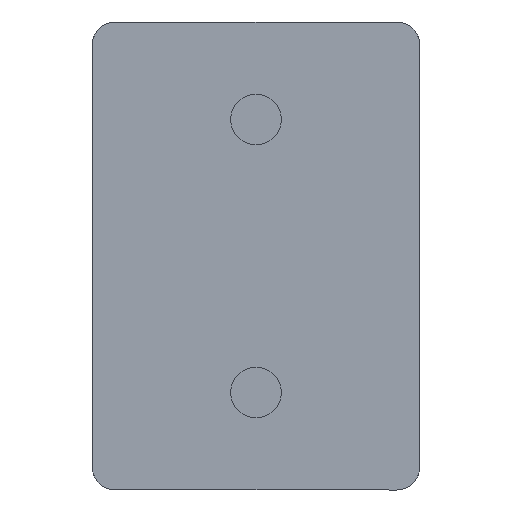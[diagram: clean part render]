
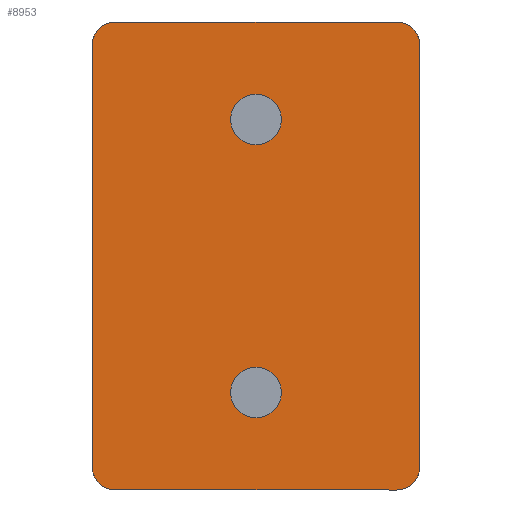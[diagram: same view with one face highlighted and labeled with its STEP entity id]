
A CAD part, front view. The second image highlights one B-rep face of the part: STEP entity #8953.
In plain terms, the highlighted planar face has unit normal (0, -1, 0).
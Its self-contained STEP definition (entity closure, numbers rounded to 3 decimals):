
#123 = CARTESIAN_POINT ( 'NONE',  ( 0., 0., 0. ) ) ;
#143 = CIRCLE ( 'NONE', #2576, 3.25 ) ;
#222 = CIRCLE ( 'NONE', #12437, 3. ) ;
#273 = CIRCLE ( 'NONE', #8987, 3. ) ;
#369 = VERTEX_POINT ( 'NONE', #8682 ) ;
#517 = EDGE_LOOP ( 'NONE', ( #14794, #10266 ) ) ;
#602 = ORIENTED_EDGE ( 'NONE', *, *, #10473, .F. ) ;
#955 = EDGE_CURVE ( 'NONE', #10666, #9198, #273, .T. ) ;
#1147 = LINE ( 'NONE', #12511, #8527 ) ;
#1278 = VERTEX_POINT ( 'NONE', #2451 ) ;
#1283 = DIRECTION ( 'NONE',  ( 0., 0., -1. ) ) ;
#1352 = ORIENTED_EDGE ( 'NONE', *, *, #13287, .F. ) ;
#1657 = FACE_BOUND ( 'NONE', #19656, .T. ) ;
#2273 = DIRECTION ( 'NONE',  ( 0., -1., 0. ) ) ;
#2451 = CARTESIAN_POINT ( 'NONE',  ( -27., 0., -21. ) ) ;
#2576 = AXIS2_PLACEMENT_3D ( 'NONE', #13239, #5029, #19895 ) ;
#2700 = EDGE_CURVE ( 'NONE', #16697, #1278, #19641, .T. ) ;
#2791 = ORIENTED_EDGE ( 'NONE', *, *, #8991, .T. ) ;
#3152 = VERTEX_POINT ( 'NONE', #15698 ) ;
#3180 = EDGE_CURVE ( 'NONE', #8082, #3152, #143, .T. ) ;
#3631 = AXIS2_PLACEMENT_3D ( 'NONE', #13509, #17004, #20366 ) ;
#4044 = AXIS2_PLACEMENT_3D ( 'NONE', #5028, #16962, #11923 ) ;
#4263 = CARTESIAN_POINT ( 'NONE',  ( 17.5, 0., 3.25 ) ) ;
#4282 = ORIENTED_EDGE ( 'NONE', *, *, #13047, .T. ) ;
#4293 = VECTOR ( 'NONE', #18122, 1000. ) ;
#4332 = DIRECTION ( 'NONE',  ( 0., 0., -1. ) ) ;
#4810 = FACE_OUTER_BOUND ( 'NONE', #16371, .T. ) ;
#5028 = CARTESIAN_POINT ( 'NONE',  ( -17.5, 0., 0. ) ) ;
#5029 = DIRECTION ( 'NONE',  ( 0., 1., 0. ) ) ;
#5138 = DIRECTION ( 'NONE',  ( 0., -1., 0. ) ) ;
#6170 = CARTESIAN_POINT ( 'NONE',  ( 17.5, 0., 0. ) ) ;
#7324 = ORIENTED_EDGE ( 'NONE', *, *, #19612, .T. ) ;
#7408 = AXIS2_PLACEMENT_3D ( 'NONE', #6170, #16242, #1283 ) ;
#8082 = VERTEX_POINT ( 'NONE', #17142 ) ;
#8212 = DIRECTION ( 'NONE',  ( 0., 0., -1. ) ) ;
#8273 = EDGE_CURVE ( 'NONE', #369, #9198, #10115, .T. ) ;
#8406 = CARTESIAN_POINT ( 'NONE',  ( -30., 0., 21. ) ) ;
#8527 = VECTOR ( 'NONE', #12613, 1000. ) ;
#8578 = VECTOR ( 'NONE', #13158, 1000. ) ;
#8682 = CARTESIAN_POINT ( 'NONE',  ( 30., 0., 18. ) ) ;
#8953 = ADVANCED_FACE ( 'NONE', ( #18582, #4810, #1657 ), #16745, .T. ) ;
#8964 = EDGE_CURVE ( 'NONE', #3152, #8082, #20097, .T. ) ;
#8987 = AXIS2_PLACEMENT_3D ( 'NONE', #14095, #9167, #9285 ) ;
#8991 = EDGE_CURVE ( 'NONE', #13501, #10799, #222, .T. ) ;
#9167 = DIRECTION ( 'NONE',  ( 0., -1., 0. ) ) ;
#9198 = VERTEX_POINT ( 'NONE', #10396 ) ;
#9285 = DIRECTION ( 'NONE',  ( 0., 0., -1. ) ) ;
#9893 = CIRCLE ( 'NONE', #12702, 3.25 ) ;
#10010 = DIRECTION ( 'NONE',  ( 0., 0., -1. ) ) ;
#10064 = DIRECTION ( 'NONE',  ( 0., 0., -1. ) ) ;
#10115 = LINE ( 'NONE', #18520, #11707 ) ;
#10192 = CARTESIAN_POINT ( 'NONE',  ( -27., 0., 21. ) ) ;
#10266 = ORIENTED_EDGE ( 'NONE', *, *, #8964, .T. ) ;
#10396 = CARTESIAN_POINT ( 'NONE',  ( 30., 0., -18. ) ) ;
#10473 = EDGE_CURVE ( 'NONE', #16697, #10799, #20092, .T. ) ;
#10666 = VERTEX_POINT ( 'NONE', #20408 ) ;
#10683 = CARTESIAN_POINT ( 'NONE',  ( 17.5, 0., 0. ) ) ;
#10750 = ORIENTED_EDGE ( 'NONE', *, *, #8273, .F. ) ;
#10799 = VERTEX_POINT ( 'NONE', #11127 ) ;
#11127 = CARTESIAN_POINT ( 'NONE',  ( -30., 0., 18. ) ) ;
#11707 = VECTOR ( 'NONE', #10010, 1000. ) ;
#11738 = LINE ( 'NONE', #11949, #8578 ) ;
#11923 = DIRECTION ( 'NONE',  ( 0., 0., 1. ) ) ;
#11949 = CARTESIAN_POINT ( 'NONE',  ( -30., 0., -21. ) ) ;
#12222 = CARTESIAN_POINT ( 'NONE',  ( -27., 0., -18. ) ) ;
#12437 = AXIS2_PLACEMENT_3D ( 'NONE', #13662, #13463, #8212 ) ;
#12511 = CARTESIAN_POINT ( 'NONE',  ( -30., 0., 21. ) ) ;
#12613 = DIRECTION ( 'NONE',  ( 1., 0., 0. ) ) ;
#12662 = CIRCLE ( 'NONE', #7408, 3.25 ) ;
#12702 = AXIS2_PLACEMENT_3D ( 'NONE', #10683, #14390, #21041 ) ;
#12830 = EDGE_CURVE ( 'NONE', #18672, #20466, #9893, .T. ) ;
#13047 = EDGE_CURVE ( 'NONE', #369, #21180, #16547, .T. ) ;
#13158 = DIRECTION ( 'NONE',  ( -1., 0., 0. ) ) ;
#13239 = CARTESIAN_POINT ( 'NONE',  ( -17.5, 0., 0. ) ) ;
#13287 = EDGE_CURVE ( 'NONE', #13501, #21180, #1147, .T. ) ;
#13463 = DIRECTION ( 'NONE',  ( 0., -1., 0. ) ) ;
#13501 = VERTEX_POINT ( 'NONE', #10192 ) ;
#13509 = CARTESIAN_POINT ( 'NONE',  ( 27., 0., 18. ) ) ;
#13662 = CARTESIAN_POINT ( 'NONE',  ( -27., 0., 18. ) ) ;
#14095 = CARTESIAN_POINT ( 'NONE',  ( 27., 0., -18. ) ) ;
#14390 = DIRECTION ( 'NONE',  ( 0., 1., 0. ) ) ;
#14534 = AXIS2_PLACEMENT_3D ( 'NONE', #123, #5138, #10064 ) ;
#14579 = ORIENTED_EDGE ( 'NONE', *, *, #955, .T. ) ;
#14794 = ORIENTED_EDGE ( 'NONE', *, *, #3180, .T. ) ;
#15698 = CARTESIAN_POINT ( 'NONE',  ( -17.5, 0., 3.25 ) ) ;
#16132 = ORIENTED_EDGE ( 'NONE', *, *, #16399, .F. ) ;
#16242 = DIRECTION ( 'NONE',  ( 0., 1., 0. ) ) ;
#16371 = EDGE_LOOP ( 'NONE', ( #10750, #4282, #1352, #2791, #602, #16497, #16132, #14579 ) ) ;
#16399 = EDGE_CURVE ( 'NONE', #10666, #1278, #11738, .T. ) ;
#16497 = ORIENTED_EDGE ( 'NONE', *, *, #2700, .T. ) ;
#16547 = CIRCLE ( 'NONE', #3631, 3. ) ;
#16697 = VERTEX_POINT ( 'NONE', #16907 ) ;
#16745 = PLANE ( 'NONE',  #14534 ) ;
#16814 = CARTESIAN_POINT ( 'NONE',  ( 27., 0., 21. ) ) ;
#16907 = CARTESIAN_POINT ( 'NONE',  ( -30., 0., -18. ) ) ;
#16962 = DIRECTION ( 'NONE',  ( 0., 1., 0. ) ) ;
#17004 = DIRECTION ( 'NONE',  ( 0., -1., 0. ) ) ;
#17142 = CARTESIAN_POINT ( 'NONE',  ( -17.5, 0., -3.25 ) ) ;
#18122 = DIRECTION ( 'NONE',  ( 0., 0., 1. ) ) ;
#18322 = ORIENTED_EDGE ( 'NONE', *, *, #12830, .T. ) ;
#18520 = CARTESIAN_POINT ( 'NONE',  ( 30., 0., 21. ) ) ;
#18582 = FACE_BOUND ( 'NONE', #517, .T. ) ;
#18672 = VERTEX_POINT ( 'NONE', #20895 ) ;
#19612 = EDGE_CURVE ( 'NONE', #20466, #18672, #12662, .T. ) ;
#19641 = CIRCLE ( 'NONE', #21401, 3. ) ;
#19656 = EDGE_LOOP ( 'NONE', ( #18322, #7324 ) ) ;
#19895 = DIRECTION ( 'NONE',  ( 0., 0., 1. ) ) ;
#20092 = LINE ( 'NONE', #8406, #4293 ) ;
#20097 = CIRCLE ( 'NONE', #4044, 3.25 ) ;
#20366 = DIRECTION ( 'NONE',  ( 0., 0., -1. ) ) ;
#20408 = CARTESIAN_POINT ( 'NONE',  ( 27., 0., -21. ) ) ;
#20466 = VERTEX_POINT ( 'NONE', #4263 ) ;
#20895 = CARTESIAN_POINT ( 'NONE',  ( 17.5, 0., -3.25 ) ) ;
#21041 = DIRECTION ( 'NONE',  ( 0., 0., -1. ) ) ;
#21180 = VERTEX_POINT ( 'NONE', #16814 ) ;
#21401 = AXIS2_PLACEMENT_3D ( 'NONE', #12222, #2273, #4332 ) ;
